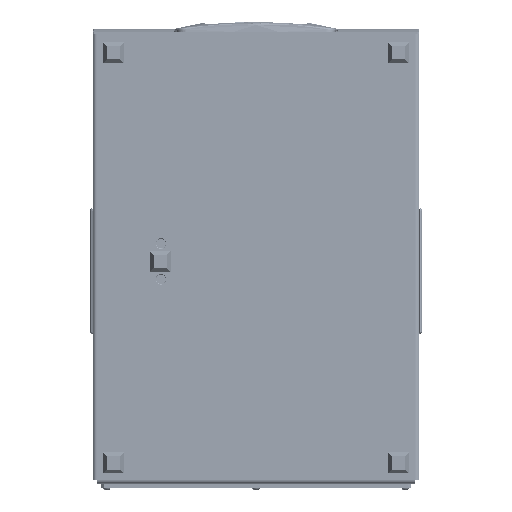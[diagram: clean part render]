
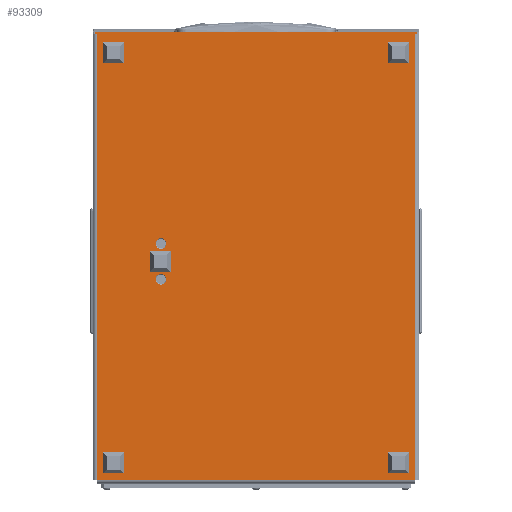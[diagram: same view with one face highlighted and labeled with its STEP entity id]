
A CAD part, front view. The second image highlights one B-rep face of the part: STEP entity #93309.
In plain terms, the highlighted face is planar.
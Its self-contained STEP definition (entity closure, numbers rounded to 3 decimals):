
#551 = DIRECTION ( 'NONE',  ( 0., 1., 0. ) ) ;
#1694 = VERTEX_POINT ( 'NONE', #20401 ) ;
#2304 = CARTESIAN_POINT ( 'NONE',  ( 205., 249., 0. ) ) ;
#4500 = EDGE_CURVE ( 'NONE', #19594, #93659, #14144, .T. ) ;
#4632 = ORIENTED_EDGE ( 'NONE', *, *, #11107, .F. ) ;
#4811 = CARTESIAN_POINT ( 'NONE',  ( 0., -2., 0. ) ) ;
#4981 = CARTESIAN_POINT ( 'NONE',  ( 436., 312., 0. ) ) ;
#6219 = CARTESIAN_POINT ( 'NONE',  ( -2., 314., 0. ) ) ;
#7390 = EDGE_CURVE ( 'NONE', #18554, #61441, #42280, .T. ) ;
#8394 = ORIENTED_EDGE ( 'NONE', *, *, #95587, .T. ) ;
#11107 = EDGE_CURVE ( 'NONE', #29190, #46620, #22420, .T. ) ;
#12269 = LINE ( 'NONE', #29946, #51646 ) ;
#14144 = LINE ( 'NONE', #72555, #58931 ) ;
#14624 = DIRECTION ( 'NONE',  ( -1., 0., 0. ) ) ;
#15429 = FACE_OUTER_BOUND ( 'NONE', #50282, .T. ) ;
#16588 = VECTOR ( 'NONE', #56746, 1000. ) ;
#17093 = LINE ( 'NONE', #86749, #106575 ) ;
#17176 = CARTESIAN_POINT ( 'NONE',  ( 0., -4., 0. ) ) ;
#17311 = EDGE_LOOP ( 'NONE', ( #94637, #78677 ) ) ;
#18554 = VERTEX_POINT ( 'NONE', #74046 ) ;
#18948 = DIRECTION ( 'NONE',  ( -1., 0., 0. ) ) ;
#19499 = DIRECTION ( 'NONE',  ( 0., 0., -1. ) ) ;
#19594 = VERTEX_POINT ( 'NONE', #55627 ) ;
#19941 = CARTESIAN_POINT ( 'NONE',  ( 436., 312., 0. ) ) ;
#20401 = CARTESIAN_POINT ( 'NONE',  ( 245.2, 249., 0. ) ) ;
#20678 = VERTEX_POINT ( 'NONE', #6219 ) ;
#21225 = ORIENTED_EDGE ( 'NONE', *, *, #4500, .F. ) ;
#21936 = ORIENTED_EDGE ( 'NONE', *, *, #38246, .F. ) ;
#22420 = CIRCLE ( 'NONE', #73573, 5.2 ) ;
#23571 = AXIS2_PLACEMENT_3D ( 'NONE', #67652, #67089, #111130 ) ;
#23716 = EDGE_CURVE ( 'NONE', #40073, #19594, #12269, .T. ) ;
#25387 = CARTESIAN_POINT ( 'NONE',  ( 0., 314., 0. ) ) ;
#25473 = VERTEX_POINT ( 'NONE', #4981 ) ;
#29190 = VERTEX_POINT ( 'NONE', #95929 ) ;
#29946 = CARTESIAN_POINT ( 'NONE',  ( 0., -4., 0. ) ) ;
#30424 = CARTESIAN_POINT ( 'NONE',  ( 234.8, 249., 0. ) ) ;
#31156 = CIRCLE ( 'NONE', #60335, 5.2 ) ;
#32357 = ORIENTED_EDGE ( 'NONE', *, *, #105164, .F. ) ;
#32550 = AXIS2_PLACEMENT_3D ( 'NONE', #103945, #93675, #110294 ) ;
#33450 = DIRECTION ( 'NONE',  ( 0., 0., -1. ) ) ;
#33750 = DIRECTION ( 'NONE',  ( -1., 0., 0. ) ) ;
#36347 = VERTEX_POINT ( 'NONE', #111228 ) ;
#38246 = EDGE_CURVE ( 'NONE', #46620, #29190, #31156, .T. ) ;
#40073 = VERTEX_POINT ( 'NONE', #67427 ) ;
#40317 = ORIENTED_EDGE ( 'NONE', *, *, #41847, .T. ) ;
#40336 = CARTESIAN_POINT ( 'NONE',  ( 240., 249., 0. ) ) ;
#40576 = PLANE ( 'NONE',  #32550 ) ;
#41243 = CARTESIAN_POINT ( 'NONE',  ( 210.2, 249., 0. ) ) ;
#41847 = EDGE_CURVE ( 'NONE', #36347, #20678, #17093, .T. ) ;
#42051 = VECTOR ( 'NONE', #33750, 1000. ) ;
#42280 = LINE ( 'NONE', #17176, #46791 ) ;
#43409 = DIRECTION ( 'NONE',  ( 0., 1., 0. ) ) ;
#44145 = ORIENTED_EDGE ( 'NONE', *, *, #23716, .F. ) ;
#46620 = VERTEX_POINT ( 'NONE', #41243 ) ;
#46791 = VECTOR ( 'NONE', #43409, 1000. ) ;
#48966 = DIRECTION ( 'NONE',  ( 1., 0., 0. ) ) ;
#50274 = FACE_BOUND ( 'NONE', #87252, .T. ) ;
#50282 = EDGE_LOOP ( 'NONE', ( #44145, #8394, #40317, #70885, #68511, #32357, #91431, #21225 ) ) ;
#51159 = EDGE_CURVE ( 'NONE', #25473, #93659, #89048, .T. ) ;
#51646 = VECTOR ( 'NONE', #99633, 1000. ) ;
#52982 = VECTOR ( 'NONE', #79375, 1000. ) ;
#53662 = DIRECTION ( 'NONE',  ( 0., 0., -1. ) ) ;
#55627 = CARTESIAN_POINT ( 'NONE',  ( 0., 0., 0. ) ) ;
#56746 = DIRECTION ( 'NONE',  ( -1., 0., 0. ) ) ;
#58521 = LINE ( 'NONE', #25387, #78838 ) ;
#58931 = VECTOR ( 'NONE', #48966, 1000. ) ;
#60335 = AXIS2_PLACEMENT_3D ( 'NONE', #80045, #19499, #18948 ) ;
#61344 = VERTEX_POINT ( 'NONE', #30424 ) ;
#61441 = VERTEX_POINT ( 'NONE', #84088 ) ;
#63337 = DIRECTION ( 'NONE',  ( -1., 0., 0. ) ) ;
#67089 = DIRECTION ( 'NONE',  ( 0., 0., -1. ) ) ;
#67427 = CARTESIAN_POINT ( 'NONE',  ( 0., -2., 0. ) ) ;
#67460 = EDGE_CURVE ( 'NONE', #20678, #61441, #58521, .T. ) ;
#67652 = CARTESIAN_POINT ( 'NONE',  ( 240., 249., 0. ) ) ;
#68511 = ORIENTED_EDGE ( 'NONE', *, *, #7390, .F. ) ;
#70885 = ORIENTED_EDGE ( 'NONE', *, *, #67460, .T. ) ;
#72555 = CARTESIAN_POINT ( 'NONE',  ( 0., 0., 0. ) ) ;
#73573 = AXIS2_PLACEMENT_3D ( 'NONE', #2304, #53662, #63337 ) ;
#74046 = CARTESIAN_POINT ( 'NONE',  ( 0., 312., 0. ) ) ;
#78677 = ORIENTED_EDGE ( 'NONE', *, *, #94143, .F. ) ;
#78838 = VECTOR ( 'NONE', #101980, 1000. ) ;
#79375 = DIRECTION ( 'NONE',  ( 0., -1., 0. ) ) ;
#80045 = CARTESIAN_POINT ( 'NONE',  ( 205., 249., 0. ) ) ;
#80776 = LINE ( 'NONE', #4811, #16588 ) ;
#84088 = CARTESIAN_POINT ( 'NONE',  ( 0., 314., 0. ) ) ;
#85709 = CARTESIAN_POINT ( 'NONE',  ( 0., 312., 0. ) ) ;
#86749 = CARTESIAN_POINT ( 'NONE',  ( -2., -4., 0. ) ) ;
#87252 = EDGE_LOOP ( 'NONE', ( #4632, #21936 ) ) ;
#89048 = LINE ( 'NONE', #19941, #52982 ) ;
#91431 = ORIENTED_EDGE ( 'NONE', *, *, #51159, .T. ) ;
#92408 = CARTESIAN_POINT ( 'NONE',  ( 436., 0., 0. ) ) ;
#93309 = ADVANCED_FACE ( 'NONE', ( #50274, #102825, #15429 ), #40576, .T. ) ;
#93659 = VERTEX_POINT ( 'NONE', #92408 ) ;
#93675 = DIRECTION ( 'NONE',  ( 0., 0., -1. ) ) ;
#94143 = EDGE_CURVE ( 'NONE', #1694, #61344, #96580, .T. ) ;
#94637 = ORIENTED_EDGE ( 'NONE', *, *, #97350, .F. ) ;
#95104 = CIRCLE ( 'NONE', #102362, 5.2 ) ;
#95587 = EDGE_CURVE ( 'NONE', #40073, #36347, #80776, .T. ) ;
#95929 = CARTESIAN_POINT ( 'NONE',  ( 199.8, 249., 0. ) ) ;
#96580 = CIRCLE ( 'NONE', #23571, 5.2 ) ;
#97350 = EDGE_CURVE ( 'NONE', #61344, #1694, #95104, .T. ) ;
#99633 = DIRECTION ( 'NONE',  ( 0., 1., 0. ) ) ;
#101980 = DIRECTION ( 'NONE',  ( 1., 0., 0. ) ) ;
#102362 = AXIS2_PLACEMENT_3D ( 'NONE', #40336, #33450, #14624 ) ;
#102825 = FACE_BOUND ( 'NONE', #17311, .T. ) ;
#103945 = CARTESIAN_POINT ( 'NONE',  ( 0., 312., 0. ) ) ;
#105164 = EDGE_CURVE ( 'NONE', #25473, #18554, #112026, .T. ) ;
#106575 = VECTOR ( 'NONE', #551, 1000. ) ;
#110294 = DIRECTION ( 'NONE',  ( -1., 0., 0. ) ) ;
#111130 = DIRECTION ( 'NONE',  ( -1., 0., 0. ) ) ;
#111228 = CARTESIAN_POINT ( 'NONE',  ( -2., -2., 0. ) ) ;
#112026 = LINE ( 'NONE', #85709, #42051 ) ;
